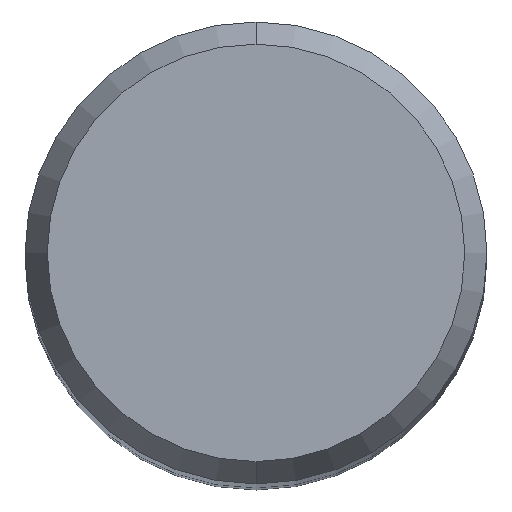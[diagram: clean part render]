
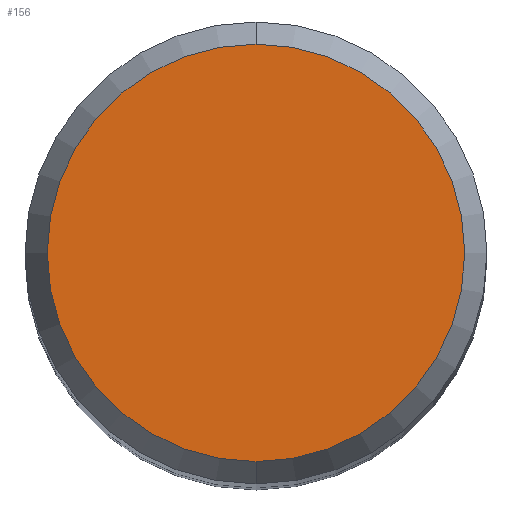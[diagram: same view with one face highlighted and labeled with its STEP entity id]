
A CAD part, top view. The second image highlights one B-rep face of the part: STEP entity #156.
In plain terms, the highlighted planar face has unit normal (0, 0, 1).
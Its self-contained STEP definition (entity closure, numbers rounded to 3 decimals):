
#156=ADVANCED_FACE('',(#406),#407,.T.);
#188=EDGE_CURVE('',#350,#252,#440,.T.);
#252=VERTEX_POINT('',#509);
#332=EDGE_CURVE('',#252,#350,#598,.T.);
#350=VERTEX_POINT('',#619);
#406=FACE_OUTER_BOUND('',#680,.T.);
#407=PLANE('',#681);
#440=CIRCLE('',#758,5.423);
#509=CARTESIAN_POINT('',(0.0,5.423,0.0));
#598=CIRCLE('',#1183,5.423);
#619=CARTESIAN_POINT('',(0.,-5.423,0.0));
#680=EDGE_LOOP('',(#1276,#1277));
#681=AXIS2_PLACEMENT_3D('',#1278,#1279,#1280);
#758=AXIS2_PLACEMENT_3D('',#1301,#1302,#1303);
#1183=AXIS2_PLACEMENT_3D('',#1465,#1466,#1467);
#1276=ORIENTED_EDGE('',*,*,#332,.F.);
#1277=ORIENTED_EDGE('',*,*,#188,.F.);
#1278=CARTESIAN_POINT('',(0.0,2.711,0.0));
#1279=DIRECTION('',(-0.0,0.0,1.0));
#1280=DIRECTION('',(0.0,-1.0,0.0));
#1301=CARTESIAN_POINT('',(0.0,0.0,0.0));
#1302=DIRECTION('',(0.0,0.0,-1.0));
#1303=DIRECTION('',(0.0,1.0,0.0));
#1465=CARTESIAN_POINT('',(0.0,0.0,0.0));
#1466=DIRECTION('',(0.0,0.0,-1.0));
#1467=DIRECTION('',(0.0,1.0,0.0));
